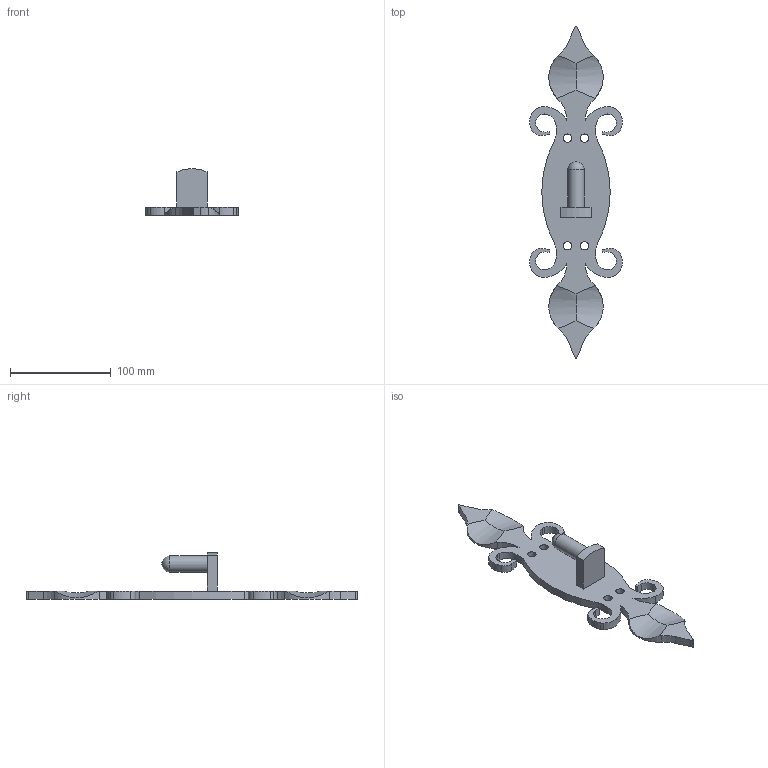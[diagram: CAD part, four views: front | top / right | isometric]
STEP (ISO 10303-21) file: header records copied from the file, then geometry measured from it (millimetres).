
FILE_DESCRIPTION (( 'STEP AP203' ), '1' );
FILE_NAME ('3855.STEP', '2022-04-05T11:15:43', ( '' ), ( '' ), 'SwSTEP 2.0', 'SolidWorks 2018', '' );
FILE_SCHEMA (( 'CONFIG_CONTROL_DESIGN' ));
Length unit declared in the file: millimetre
Products named in the file (1): 3855
Bounding box: 92 x 329.99 x 45.88 mm (x, y, z)
Volume: 130197.1 mm3; surface area: 45461.2 mm2
Topology: 1 solids, 1 shells, 319 faces, 895 edges, 596 vertices
Faces by surface type: plane 129, bspline 119, cylinder 70, sphere 1
Full cylindrical faces by diameter (mm): 8.3 x4, 16.2 x1
Entity records: 15701 total; most frequent: CARTESIAN_POINT 8107, ORIENTED_EDGE 1772, DIRECTION 1192, EDGE_CURVE 886, VERTEX_POINT 594, LINE 498, VECTOR 498, EDGE_LOOP 352
